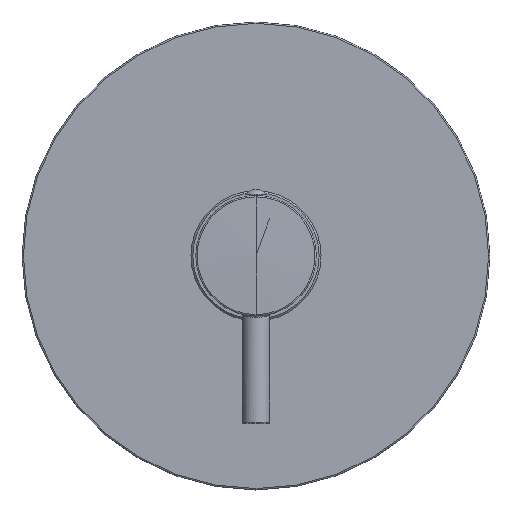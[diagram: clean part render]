
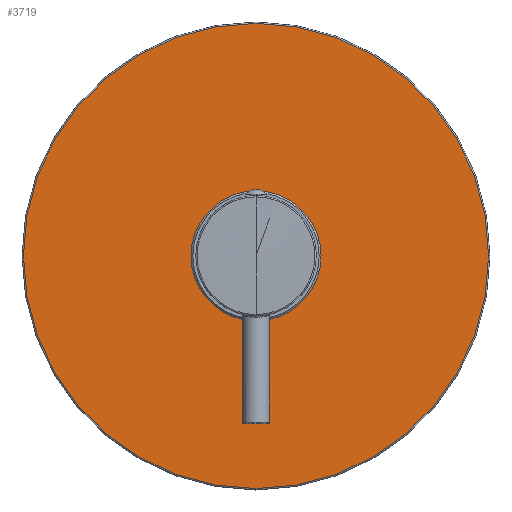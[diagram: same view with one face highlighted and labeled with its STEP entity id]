
A CAD part, top view. The second image highlights one B-rep face of the part: STEP entity #3719.
In plain terms, the highlighted planar face has unit normal (0, 0, 1).
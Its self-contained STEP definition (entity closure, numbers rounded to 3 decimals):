
#46=CARTESIAN_POINT('',(0.,0.,60.));
#47=DIRECTION('',(0.,0.,1.));
#48=DIRECTION('',(1.,0.,0.));
#49=AXIS2_PLACEMENT_3D('',#46,#47,#48);
#51=CARTESIAN_POINT('',(0.,0.,60.));
#52=DIRECTION('',(0.,0.,1.));
#53=DIRECTION('',(-1.,0.,0.));
#54=AXIS2_PLACEMENT_3D('',#51,#52,#53);
#70=CARTESIAN_POINT('',(0.,0.,60.));
#71=DIRECTION('',(0.,0.,-1.));
#72=DIRECTION('',(-1.,0.,0.));
#73=AXIS2_PLACEMENT_3D('',#70,#71,#72);
#80=CARTESIAN_POINT('',(0.,0.,60.));
#81=DIRECTION('',(0.,0.,-1.));
#82=DIRECTION('',(1.,0.,0.));
#83=AXIS2_PLACEMENT_3D('',#80,#81,#82);
#3333=CARTESIAN_POINT('',(86.,0.,60.));
#3334=CARTESIAN_POINT('',(-86.,0.,60.));
#3335=VERTEX_POINT('',#3333);
#3336=VERTEX_POINT('',#3334);
#3636=CARTESIAN_POINT('',(-24.05,0.,60.));
#3637=CARTESIAN_POINT('',(24.05,0.,60.));
#3638=VERTEX_POINT('',#3636);
#3639=VERTEX_POINT('',#3637);
#3703=CARTESIAN_POINT('',(0.,0.,60.));
#3704=DIRECTION('',(0.,0.,1.));
#3705=DIRECTION('',(-1.,0.,0.));
#3706=AXIS2_PLACEMENT_3D('',#3703,#3704,#3705);
#3707=PLANE('',#3706);
#3709=ORIENTED_EDGE('',*,*,#3708,.F.);
#3710=ORIENTED_EDGE('',*,*,#3686,.F.);
#3711=EDGE_LOOP('',(#3709,#3710));
#3712=FACE_OUTER_BOUND('',#3711,.F.);
#3714=ORIENTED_EDGE('',*,*,#3713,.F.);
#3716=ORIENTED_EDGE('',*,*,#3715,.F.);
#3717=EDGE_LOOP('',(#3714,#3716));
#3718=FACE_BOUND('',#3717,.F.);
#3719=ADVANCED_FACE('',(#3712,#3718),#3707,.T.);
#50=CIRCLE('',#49,86.);
#55=CIRCLE('',#54,86.);
#74=CIRCLE('',#73,24.05);
#84=CIRCLE('',#83,24.05);
#3686=EDGE_CURVE('',#3336,#3335,#55,.T.);
#3708=EDGE_CURVE('',#3335,#3336,#50,.T.);
#3713=EDGE_CURVE('',#3638,#3639,#74,.T.);
#3715=EDGE_CURVE('',#3639,#3638,#84,.T.);
